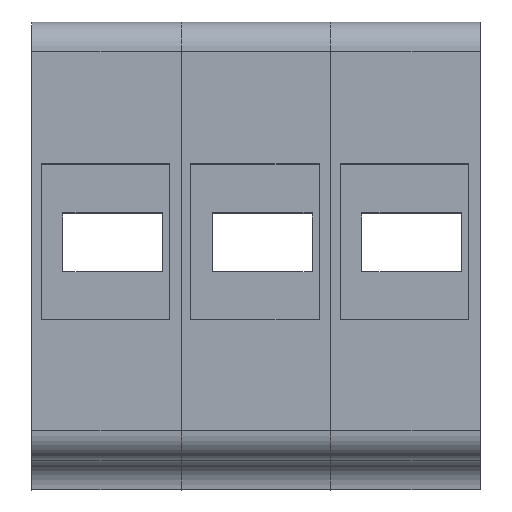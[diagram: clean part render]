
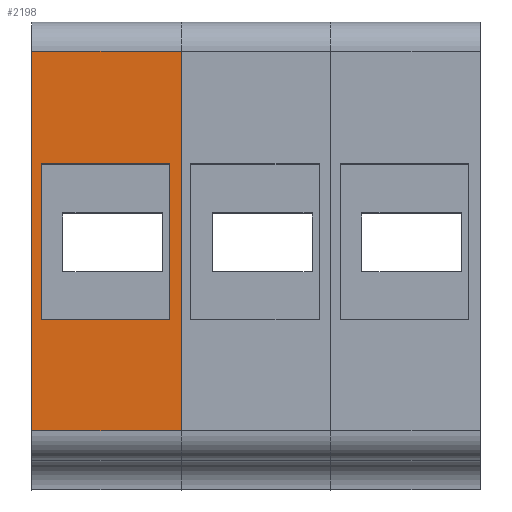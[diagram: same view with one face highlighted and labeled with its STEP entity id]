
A CAD part, top view. The second image highlights one B-rep face of the part: STEP entity #2198.
In plain terms, the highlighted planar face has unit normal (0, 0, 1).
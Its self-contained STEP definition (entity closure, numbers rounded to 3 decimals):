
#2144=AXIS2_PLACEMENT_3D('Plane Axis2P3D',#2141,#2142,#2143) ;
#757=CARTESIAN_POINT('Vertex',(0.,2.,24.5)) ;
#760=CARTESIAN_POINT('Line Origine',(0.,8.475,24.5)) ;
#764=CARTESIAN_POINT('Vertex',(0.,14.95,24.5)) ;
#2125=CARTESIAN_POINT('Vertex',(5.1,2.,24.5)) ;
#2128=CARTESIAN_POINT('Line Origine',(2.55,2.,24.5)) ;
#2141=CARTESIAN_POINT('Axis2P3D Location',(5.1,14.95,24.5)) ;
#2146=CARTESIAN_POINT('Line Origine',(5.1,8.475,24.5)) ;
#2150=CARTESIAN_POINT('Vertex',(5.1,14.95,24.5)) ;
#2153=CARTESIAN_POINT('Line Origine',(2.55,14.95,24.5)) ;
#2164=CARTESIAN_POINT('Line Origine',(0.331,8.45,24.5)) ;
#2168=CARTESIAN_POINT('Vertex',(0.331,11.117,24.5)) ;
#2170=CARTESIAN_POINT('Vertex',(0.331,5.783,24.5)) ;
#2173=CARTESIAN_POINT('Line Origine',(2.516,11.117,24.5)) ;
#2177=CARTESIAN_POINT('Vertex',(4.7,11.117,24.5)) ;
#2180=CARTESIAN_POINT('Line Origine',(4.7,8.45,24.5)) ;
#2184=CARTESIAN_POINT('Vertex',(4.7,5.783,24.5)) ;
#2187=CARTESIAN_POINT('Line Origine',(2.516,5.783,24.5)) ;
#761=DIRECTION('Vector Direction',(0.,-1.,0.)) ;
#2129=DIRECTION('Vector Direction',(1.,0.,0.)) ;
#2142=DIRECTION('Axis2P3D Direction',(0.,0.,-1.)) ;
#2143=DIRECTION('Axis2P3D XDirection',(0.,-1.,0.)) ;
#2147=DIRECTION('Vector Direction',(0.,-1.,0.)) ;
#2154=DIRECTION('Vector Direction',(1.,0.,0.)) ;
#2165=DIRECTION('Vector Direction',(0.,1.,0.)) ;
#2174=DIRECTION('Vector Direction',(-1.,0.,0.)) ;
#2181=DIRECTION('Vector Direction',(0.,1.,0.)) ;
#2188=DIRECTION('Vector Direction',(1.,0.,0.)) ;
#762=VECTOR('Line Direction',#761,1.) ;
#2130=VECTOR('Line Direction',#2129,1.) ;
#2148=VECTOR('Line Direction',#2147,1.) ;
#2155=VECTOR('Line Direction',#2154,1.) ;
#2166=VECTOR('Line Direction',#2165,1.) ;
#2175=VECTOR('Line Direction',#2174,1.) ;
#2182=VECTOR('Line Direction',#2181,1.) ;
#2189=VECTOR('Line Direction',#2188,1.) ;
#2159=ORIENTED_EDGE('',*,*,#766,.T.) ;
#2160=ORIENTED_EDGE('',*,*,#2132,.F.) ;
#2161=ORIENTED_EDGE('',*,*,#2152,.F.) ;
#2162=ORIENTED_EDGE('',*,*,#2157,.T.) ;
#2193=ORIENTED_EDGE('',*,*,#2172,.F.) ;
#2194=ORIENTED_EDGE('',*,*,#2179,.F.) ;
#2195=ORIENTED_EDGE('',*,*,#2186,.F.) ;
#2196=ORIENTED_EDGE('',*,*,#2191,.F.) ;
#2197=FACE_BOUND('',#2192,.T.) ;
#2198=ADVANCED_FACE('V1',(#2163,#2197),#2145,.F.) ;
#766=EDGE_CURVE('',#765,#758,#763,.T.) ;
#2132=EDGE_CURVE('',#2126,#758,#2131,.F.) ;
#2152=EDGE_CURVE('',#2151,#2126,#2149,.T.) ;
#2157=EDGE_CURVE('',#2151,#765,#2156,.F.) ;
#2172=EDGE_CURVE('',#2169,#2171,#2167,.F.) ;
#2179=EDGE_CURVE('',#2178,#2169,#2176,.T.) ;
#2186=EDGE_CURVE('',#2185,#2178,#2183,.T.) ;
#2191=EDGE_CURVE('',#2171,#2185,#2190,.T.) ;
#2158=EDGE_LOOP('',(#2159,#2160,#2161,#2162)) ;
#2192=EDGE_LOOP('',(#2193,#2194,#2195,#2196)) ;
#2163=FACE_OUTER_BOUND('',#2158,.T.) ;
#763=LINE('Line',#760,#762) ;
#2131=LINE('Line',#2128,#2130) ;
#2149=LINE('Line',#2146,#2148) ;
#2156=LINE('Line',#2153,#2155) ;
#2167=LINE('Line',#2164,#2166) ;
#2176=LINE('Line',#2173,#2175) ;
#2183=LINE('Line',#2180,#2182) ;
#2190=LINE('Line',#2187,#2189) ;
#2145=PLANE('',#2144) ;
#758=VERTEX_POINT('',#757) ;
#765=VERTEX_POINT('',#764) ;
#2126=VERTEX_POINT('',#2125) ;
#2151=VERTEX_POINT('',#2150) ;
#2169=VERTEX_POINT('',#2168) ;
#2171=VERTEX_POINT('',#2170) ;
#2178=VERTEX_POINT('',#2177) ;
#2185=VERTEX_POINT('',#2184) ;
